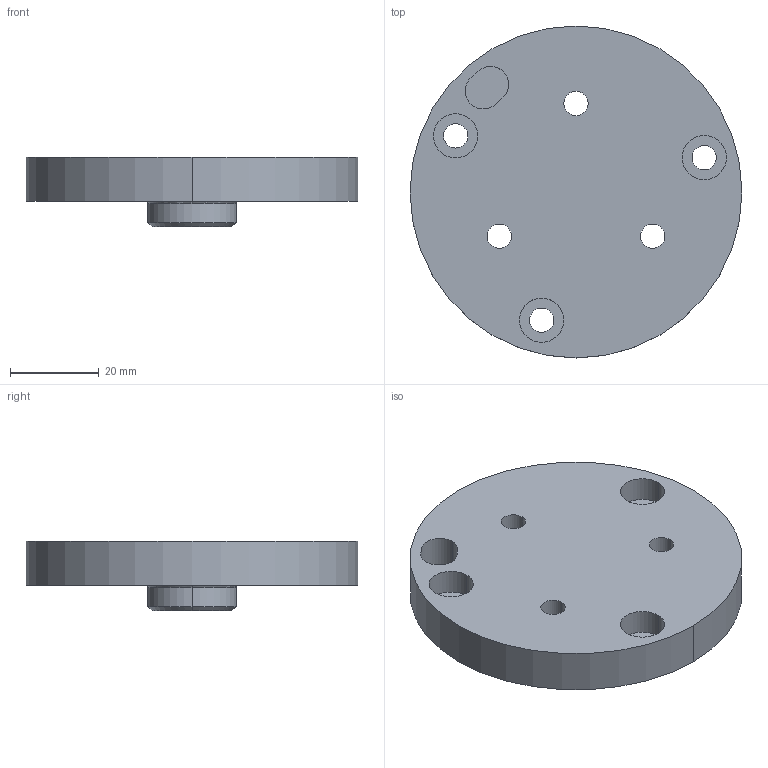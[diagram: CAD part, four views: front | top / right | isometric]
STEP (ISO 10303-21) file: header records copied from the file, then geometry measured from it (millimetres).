
FILE_DESCRIPTION (( 'STEP AP214' ), '1' );
FILE_NAME ('MS001-C.02.003JS.1.1 MS001-C蛌諉楊擘2.step', '2021-08-27T12:17:12', ( '' ), ( '' ), 'SwSTEP 2.0', 'SolidWorks 2016', '' );
FILE_SCHEMA (( 'AUTOMOTIVE_DESIGN' ));
Length unit declared in the file: millimetre
Products named in the file (1): MS001-C.02.003JS.1.1 MS001-C蛌諉楊擘2
Bounding box: 75 x 75 x 15.8 mm (x, y, z)
Volume: 41965.4 mm3; surface area: 13069 mm2
Topology: 1 solids, 1 shells, 52 faces, 117 edges, 76 vertices
Faces by surface type: cylinder 35, plane 11, cone 4, bspline 2
Entity records: 1567 total; most frequent: DIRECTION 289, CARTESIAN_POINT 288, ORIENTED_EDGE 234, AXIS2_PLACEMENT_3D 125, EDGE_CURVE 117, VERTEX_POINT 76, CIRCLE 74, EDGE_LOOP 73
